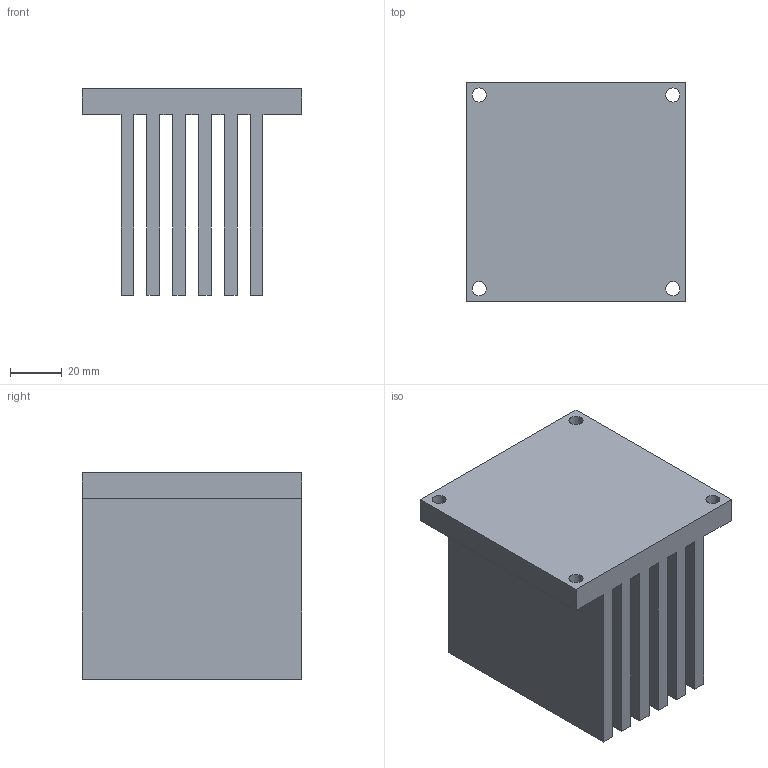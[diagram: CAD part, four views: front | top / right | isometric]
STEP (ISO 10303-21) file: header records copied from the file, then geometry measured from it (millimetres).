
FILE_DESCRIPTION(('FreeCAD Model'),'2;1');
FILE_NAME('cold_plate_bottom.step','2020-07-02T11:39:08',('Author'),(''), 'Open CASCADE STEP processor 7.3','FreeCAD','Unknown');
FILE_SCHEMA(('AUTOMOTIVE_DESIGN { 1 0 10303 214 1 1 1 1 }'));
Length unit declared in the file: millimetre
Products named in the file (1): Cold_Plate_Bottom
Bounding box: 85 x 85 x 80 mm (x, y, z)
Volume: 249289.2 mm3; surface area: 94108.2 mm2
Topology: 1 solids, 1 shells, 42 faces, 108 edges, 72 vertices
Faces by surface type: plane 34, cylinder 8
Full cylindrical faces by diameter (mm): 5.5 x4, 7.5 x4
Entity records: 2721 total; most frequent: CARTESIAN_POINT 463, DIRECTION 422, LINE 292, VECTOR 292, ORIENTED_EDGE 216, PCURVE 216, DEFINITIONAL_REPRESENTATION 216, EDGE_CURVE 108
